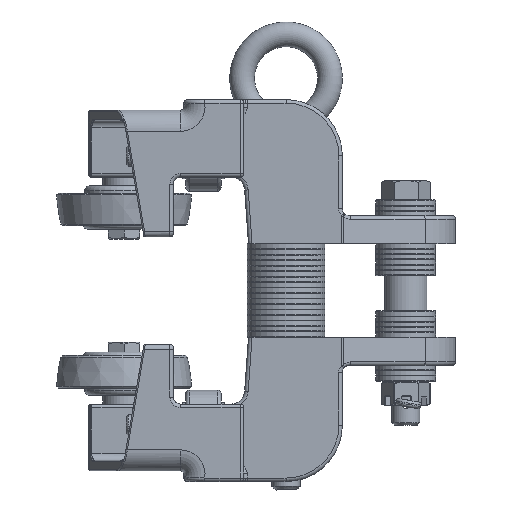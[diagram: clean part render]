
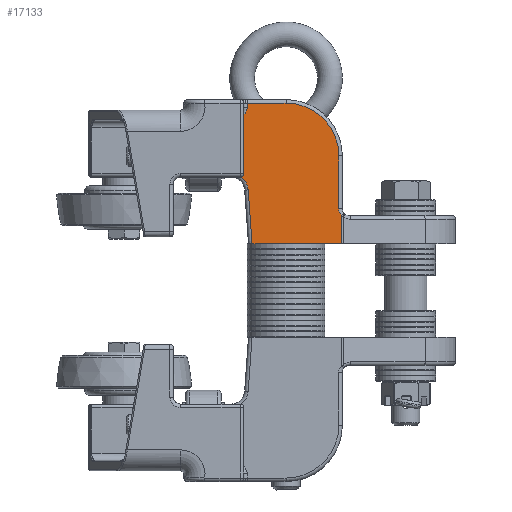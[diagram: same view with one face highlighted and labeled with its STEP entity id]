
A CAD part, left-side view. The second image highlights one B-rep face of the part: STEP entity #17133.
In plain terms, the highlighted planar face has unit normal (-1, 0, 0).
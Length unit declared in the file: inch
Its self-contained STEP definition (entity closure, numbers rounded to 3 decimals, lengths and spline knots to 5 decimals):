
#8412=CARTESIAN_POINT('',(-1.4375,-1.21875,0.4375));
#8413=VERTEX_POINT('',#8412);
#8546=CARTESIAN_POINT('',(-1.4375,-1.21875,-0.25));
#8547=VERTEX_POINT('',#8546);
#8548=CARTESIAN_POINT('',(-1.4375,-1.21875,0.4375));
#8549=DIRECTION('',(0.0,0.0,-1.0));
#8550=VECTOR('',#8549,0.6875);
#8551=LINE('',#8548,#8550);
#8552=EDGE_CURVE('',#8413,#8547,#8551,.T.);
#8937=CARTESIAN_POINT('',(-1.4375,-1.14553,0.4375));
#8938=VERTEX_POINT('',#8937);
#8946=CARTESIAN_POINT('',(-1.4375,-1.14553,0.4375));
#8947=DIRECTION('',(0.0,-1.0,0.0));
#8948=VECTOR('',#8947,0.07322);
#8949=LINE('',#8946,#8948);
#8950=EDGE_CURVE('',#8938,#8413,#8949,.T.);
#9000=CARTESIAN_POINT('',(-1.4375,-0.96875,0.5625));
#9001=VERTEX_POINT('',#9000);
#9015=CARTESIAN_POINT('',(-1.4375,-0.96875,0.5625));
#9016=CARTESIAN_POINT('',(-1.4375,-0.96881,0.56241));
#9017=CARTESIAN_POINT('',(-1.4375,-0.96887,0.56233));
#9018=CARTESIAN_POINT('',(-1.4375,-0.97757,0.55001));
#9019=CARTESIAN_POINT('',(-1.4375,-0.99513,0.52529));
#9020=CARTESIAN_POINT('',(-1.4375,-1.02918,0.48535));
#9021=CARTESIAN_POINT('',(-1.4375,-1.06585,0.45786));
#9022=CARTESIAN_POINT('',(-1.4375,-1.10788,0.44118));
#9023=CARTESIAN_POINT('',(-1.4375,-1.13054,0.4375));
#9024=CARTESIAN_POINT('',(-1.4375,-1.14553,0.4375));
#9025=B_SPLINE_CURVE_WITH_KNOTS('',3,(#9015,#9016,#9017,#9018,#9019,#9020,#9021,#9022,#9023,#9024),.UNSPECIFIED.,.F.,.U.,(4,2,1,1,1,1,4),(-0.57164,-0.57084,-0.45667,-0.3425,-0.17125,-0.11417,0.0),.UNSPECIFIED.);
#9026=EDGE_CURVE('',#9001,#8938,#9025,.T.);
#14907=CARTESIAN_POINT('',(-1.4375,0.77625,-1.23093));
#14908=VERTEX_POINT('',#14907);
#15069=CARTESIAN_POINT('',(-1.4375,0.65625,-1.1875));
#15070=VERTEX_POINT('',#15069);
#15078=CARTESIAN_POINT('',(-1.4375,0.65625,-1.375));
#15079=DIRECTION('',(-1.0,0.0,0.0));
#15080=DIRECTION('',(0.0,0.0,1.0));
#15081=AXIS2_PLACEMENT_3D('',#15078,#15079,#15080);
#15082=CIRCLE('',#15081,0.1875);
#15083=EDGE_CURVE('',#15070,#14908,#15082,.T.);
#15102=CARTESIAN_POINT('',(-1.4375,-0.28125,-1.1875));
#15103=VERTEX_POINT('',#15102);
#15104=CARTESIAN_POINT('',(-1.4375,-0.28125,-0.25));
#15105=DIRECTION('',(1.0,0.0,0.0));
#15106=DIRECTION('',(0.0,-0.773,-0.635));
#15107=AXIS2_PLACEMENT_3D('',#15104,#15105,#15106);
#15108=CIRCLE('',#15107,0.9375);
#15109=EDGE_CURVE('',#8547,#15103,#15108,.T.);
#15128=CARTESIAN_POINT('',(-1.4375,-0.28125,-1.1875));
#15129=DIRECTION('',(0.0,1.0,0.0));
#15130=VECTOR('',#15129,0.9375);
#15131=LINE('',#15128,#15130);
#15132=EDGE_CURVE('',#15103,#15070,#15131,.T.);
#15286=CARTESIAN_POINT('',(-1.4375,1.28125,-1.23093));
#15287=VERTEX_POINT('',#15286);
#15288=CARTESIAN_POINT('',(-1.4375,0.77625,-1.23093));
#15289=DIRECTION('',(0.0,1.0,0.0));
#15290=VECTOR('',#15289,0.505);
#15291=LINE('',#15288,#15290);
#15292=EDGE_CURVE('',#14908,#15287,#15291,.T.);
#15360=CARTESIAN_POINT('',(-1.4375,1.28125,0.35431));
#15361=VERTEX_POINT('',#15360);
#15362=CARTESIAN_POINT('',(-1.4375,1.28125,-1.23093));
#15363=DIRECTION('',(0.0,0.0,1.0));
#15364=VECTOR('',#15363,1.58524);
#15365=LINE('',#15362,#15364);
#15366=EDGE_CURVE('',#15287,#15361,#15365,.T.);
#16473=CARTESIAN_POINT('',(-1.4375,-0.96875,1.4375));
#16474=VERTEX_POINT('',#16473);
#16482=CARTESIAN_POINT('',(-1.4375,-0.96875,1.4375));
#16483=DIRECTION('',(0.0,0.0,-1.0));
#16484=VECTOR('',#16483,0.875);
#16485=LINE('',#16482,#16484);
#16486=EDGE_CURVE('',#16474,#9001,#16485,.T.);
#16954=CARTESIAN_POINT('',(-1.4375,0.03125,0.73313));
#16955=VERTEX_POINT('',#16954);
#16964=CARTESIAN_POINT('',(-1.4375,0.32195,0.42139));
#16965=VERTEX_POINT('',#16964);
#16973=CARTESIAN_POINT('',(-1.4375,0.34375,0.73313));
#16974=DIRECTION('',(-1.,0.0,0.0));
#16975=DIRECTION('',(0.0,-0.731,-0.682));
#16976=AXIS2_PLACEMENT_3D('',#16973,#16974,#16975);
#16977=CIRCLE('',#16976,0.3125);
#16978=EDGE_CURVE('',#16965,#16955,#16977,.T.);
#16988=CARTESIAN_POINT('',(-1.4375,0.03125,1.4375));
#16989=VERTEX_POINT('',#16988);
#16999=CARTESIAN_POINT('',(-1.4375,0.03125,0.73313));
#17000=DIRECTION('',(0.0,0.0,1.0));
#17001=VECTOR('',#17000,0.70437);
#17002=LINE('',#16999,#17001);
#17003=EDGE_CURVE('',#16955,#16989,#17002,.T.);
#17014=CARTESIAN_POINT('',(-1.4375,1.28125,0.35431));
#17015=DIRECTION('',(0.0,-0.998,0.07));
#17016=VECTOR('',#17015,0.96164);
#17017=LINE('',#17014,#17016);
#17018=EDGE_CURVE('',#15361,#16965,#17017,.T.);
#17096=CARTESIAN_POINT('',(-1.4375,0.03125,1.4375));
#17097=DIRECTION('',(0.0,-1.0,0.0));
#17098=VECTOR('',#17097,1.);
#17099=LINE('',#17096,#17098);
#17100=EDGE_CURVE('',#16989,#16474,#17099,.T.);
#17113=CARTESIAN_POINT('',(-1.4375,1.28125,-1.25));
#17114=DIRECTION('',(-1.0,0.0,0.0));
#17115=DIRECTION('',(0.0,0.0,1.0));
#17116=AXIS2_PLACEMENT_3D('',#17113,#17114,#17115);
#17117=PLANE('',#17116);
#17118=ORIENTED_EDGE('',*,*,#9026,.F.);
#17119=ORIENTED_EDGE('',*,*,#16486,.F.);
#17120=ORIENTED_EDGE('',*,*,#17100,.F.);
#17121=ORIENTED_EDGE('',*,*,#17003,.F.);
#17122=ORIENTED_EDGE('',*,*,#16978,.F.);
#17123=ORIENTED_EDGE('',*,*,#17018,.F.);
#17124=ORIENTED_EDGE('',*,*,#15366,.F.);
#17125=ORIENTED_EDGE('',*,*,#15292,.F.);
#17126=ORIENTED_EDGE('',*,*,#15083,.F.);
#17127=ORIENTED_EDGE('',*,*,#15132,.F.);
#17128=ORIENTED_EDGE('',*,*,#15109,.F.);
#17129=ORIENTED_EDGE('',*,*,#8552,.F.);
#17130=ORIENTED_EDGE('',*,*,#8950,.F.);
#17131=EDGE_LOOP('',(#17118,#17119,#17120,#17121,#17122,#17123,#17124,#17125,#17126,#17127,#17128,#17129,#17130));
#17132=FACE_OUTER_BOUND('',#17131,.T.);
#17133=ADVANCED_FACE('',(#17132),#17117,.T.);
